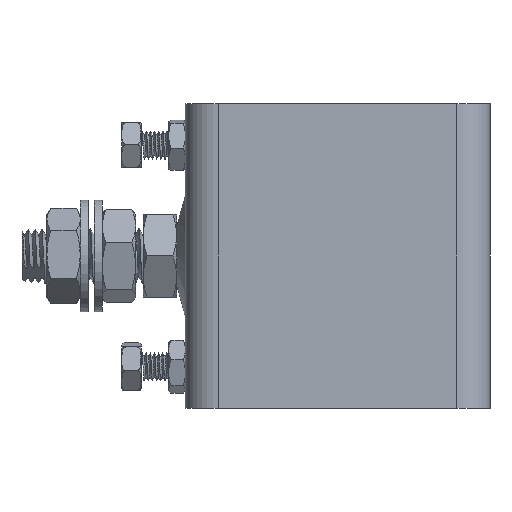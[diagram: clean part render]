
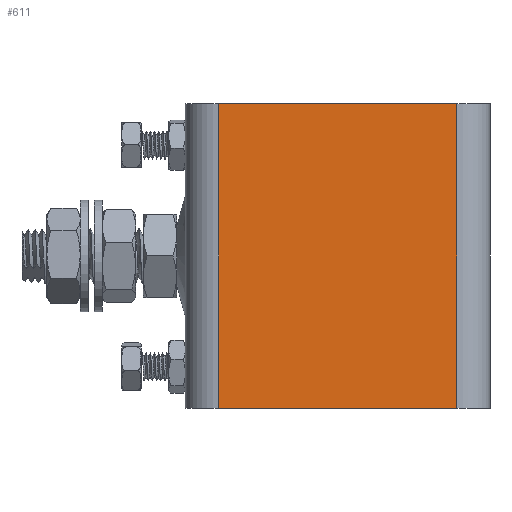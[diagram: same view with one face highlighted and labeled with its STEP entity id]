
A CAD part, left-side view. The second image highlights one B-rep face of the part: STEP entity #611.
In plain terms, the highlighted planar face has unit normal (-1, 0, 0).
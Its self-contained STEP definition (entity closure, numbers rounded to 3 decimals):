
#553=CARTESIAN_POINT('',(-30.,5.,110.0));
#554=VERTEX_POINT('',#553);
#562=CARTESIAN_POINT('',(-30.,5.,0.0));
#563=VERTEX_POINT('',#562);
#564=CARTESIAN_POINT('',(-30.,5.,0.0));
#565=DIRECTION('',(0.0,0.0,1.0));
#566=VECTOR('',#565,110.0);
#567=LINE('',#564,#566);
#568=EDGE_CURVE('',#563,#554,#567,.T.);
#581=CARTESIAN_POINT('',(-30.,5.,0.0));
#582=DIRECTION('',(-1.0,0.0,0.0));
#583=DIRECTION('',(0.0,0.0,1.0));
#584=AXIS2_PLACEMENT_3D('',#581,#582,#583);
#585=PLANE('',#584);
#586=CARTESIAN_POINT('',(-30.0,91.,110.0));
#587=VERTEX_POINT('',#586);
#588=CARTESIAN_POINT('',(-30.,5.0,110.0));
#589=DIRECTION('',(0.0,1.0,0.0));
#590=VECTOR('',#589,86.);
#591=LINE('',#588,#590);
#592=EDGE_CURVE('',#554,#587,#591,.T.);
#593=ORIENTED_EDGE('',*,*,#592,.T.);
#594=CARTESIAN_POINT('',(-30.0,91.,0.0));
#595=VERTEX_POINT('',#594);
#596=CARTESIAN_POINT('',(-30.0,91.,0.0));
#597=DIRECTION('',(0.0,0.0,1.0));
#598=VECTOR('',#597,110.0);
#599=LINE('',#596,#598);
#600=EDGE_CURVE('',#595,#587,#599,.T.);
#601=ORIENTED_EDGE('',*,*,#600,.F.);
#602=CARTESIAN_POINT('',(-30.0,91.,0.0));
#603=DIRECTION('',(0.0,-1.0,0.0));
#604=VECTOR('',#603,86.);
#605=LINE('',#602,#604);
#606=EDGE_CURVE('',#595,#563,#605,.T.);
#607=ORIENTED_EDGE('',*,*,#606,.T.);
#608=ORIENTED_EDGE('',*,*,#568,.T.);
#609=EDGE_LOOP('',(#593,#601,#607,#608));
#610=FACE_OUTER_BOUND('',#609,.T.);
#611=ADVANCED_FACE('',(#610),#585,.T.);
